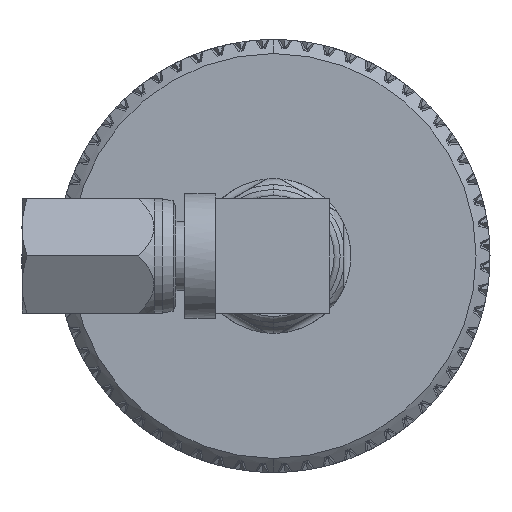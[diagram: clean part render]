
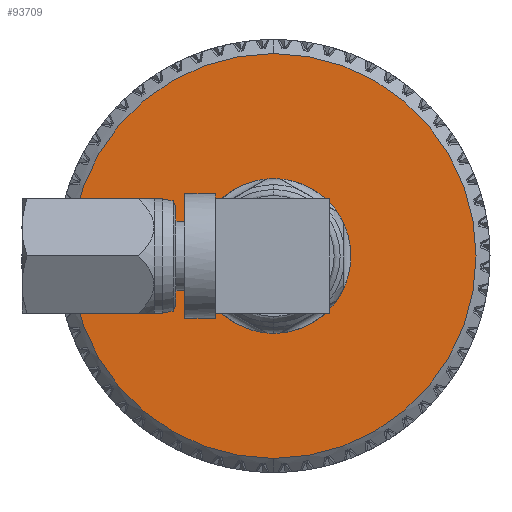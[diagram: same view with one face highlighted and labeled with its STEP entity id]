
A CAD part, left-side view. The second image highlights one B-rep face of the part: STEP entity #93709.
In plain terms, the highlighted face is planar.
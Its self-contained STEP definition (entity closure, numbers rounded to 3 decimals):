
#940 = DIRECTION ( 'NONE',  ( 1., 0., 0. ) ) ;
#1304 = CARTESIAN_POINT ( 'NONE',  ( 15.151, 0., 0. ) ) ;
#3038 = CARTESIAN_POINT ( 'NONE',  ( 15.151, 0., 2.675 ) ) ;
#5760 = PLANE ( 'NONE',  #92995 ) ;
#8696 = EDGE_CURVE ( 'NONE', #110941, #23090, #79096, .T. ) ;
#8920 = AXIS2_PLACEMENT_3D ( 'NONE', #12949, #113680, #59198 ) ;
#9838 = VERTEX_POINT ( 'NONE', #96164 ) ;
#12949 = CARTESIAN_POINT ( 'NONE',  ( 15.151, 0., 0. ) ) ;
#15052 = DIRECTION ( 'NONE',  ( -1., 0., 0. ) ) ;
#19053 = CARTESIAN_POINT ( 'NONE',  ( 15.151, 0., 0. ) ) ;
#23090 = VERTEX_POINT ( 'NONE', #92133 ) ;
#23816 = CIRCLE ( 'NONE', #8920, 2.675 ) ;
#30054 = CIRCLE ( 'NONE', #32013, 7.01 ) ;
#32013 = AXIS2_PLACEMENT_3D ( 'NONE', #1304, #56818, #66086 ) ;
#39506 = CIRCLE ( 'NONE', #103206, 2.675 ) ;
#47579 = EDGE_LOOP ( 'NONE', ( #85159, #81960 ) ) ;
#56818 = DIRECTION ( 'NONE',  ( 1., 0., 0. ) ) ;
#59111 = ORIENTED_EDGE ( 'NONE', *, *, #102286, .T. ) ;
#59198 = DIRECTION ( 'NONE',  ( 0., 0., 1. ) ) ;
#61739 = DIRECTION ( 'NONE',  ( 0., 0., 1. ) ) ;
#62711 = FACE_OUTER_BOUND ( 'NONE', #64805, .T. ) ;
#63685 = AXIS2_PLACEMENT_3D ( 'NONE', #19053, #940, #110943 ) ;
#64805 = EDGE_LOOP ( 'NONE', ( #76457, #59111 ) ) ;
#66086 = DIRECTION ( 'NONE',  ( 0., 0., -1. ) ) ;
#71420 = FACE_BOUND ( 'NONE', #47579, .T. ) ;
#76457 = ORIENTED_EDGE ( 'NONE', *, *, #8696, .T. ) ;
#76618 = VERTEX_POINT ( 'NONE', #3038 ) ;
#77829 = EDGE_CURVE ( 'NONE', #9838, #76618, #39506, .T. ) ;
#79096 = CIRCLE ( 'NONE', #63685, 7.01 ) ;
#79548 = DIRECTION ( 'NONE',  ( 0., 0., 1. ) ) ;
#80735 = CARTESIAN_POINT ( 'NONE',  ( 15.151, 7.01, 0. ) ) ;
#81960 = ORIENTED_EDGE ( 'NONE', *, *, #77829, .F. ) ;
#85159 = ORIENTED_EDGE ( 'NONE', *, *, #94676, .F. ) ;
#92133 = CARTESIAN_POINT ( 'NONE',  ( 15.151, 0., 7.01 ) ) ;
#92995 = AXIS2_PLACEMENT_3D ( 'NONE', #80735, #15052, #79548 ) ;
#93709 = ADVANCED_FACE ( 'NONE', ( #62711, #71420 ), #5760, .F. ) ;
#94662 = CARTESIAN_POINT ( 'NONE',  ( 15.151, 0., -7.01 ) ) ;
#94676 = EDGE_CURVE ( 'NONE', #76618, #9838, #23816, .T. ) ;
#96164 = CARTESIAN_POINT ( 'NONE',  ( 15.151, 0., -2.675 ) ) ;
#102286 = EDGE_CURVE ( 'NONE', #23090, #110941, #30054, .T. ) ;
#103206 = AXIS2_PLACEMENT_3D ( 'NONE', #116986, #108168, #61739 ) ;
#108168 = DIRECTION ( 'NONE',  ( 1., 0., 0. ) ) ;
#110941 = VERTEX_POINT ( 'NONE', #94662 ) ;
#110943 = DIRECTION ( 'NONE',  ( 0., 0., -1. ) ) ;
#113680 = DIRECTION ( 'NONE',  ( 1., 0., 0. ) ) ;
#116986 = CARTESIAN_POINT ( 'NONE',  ( 15.151, 0., 0. ) ) ;
